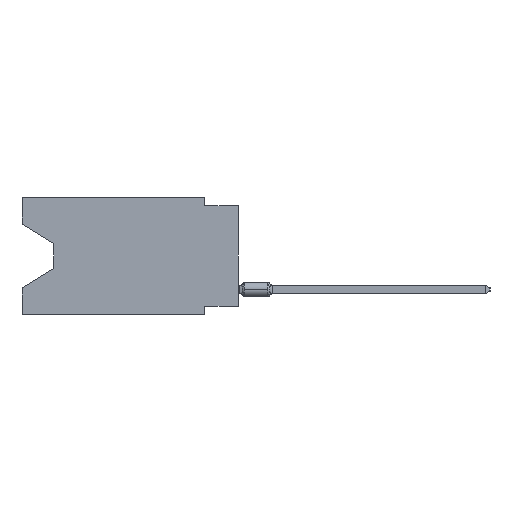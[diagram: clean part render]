
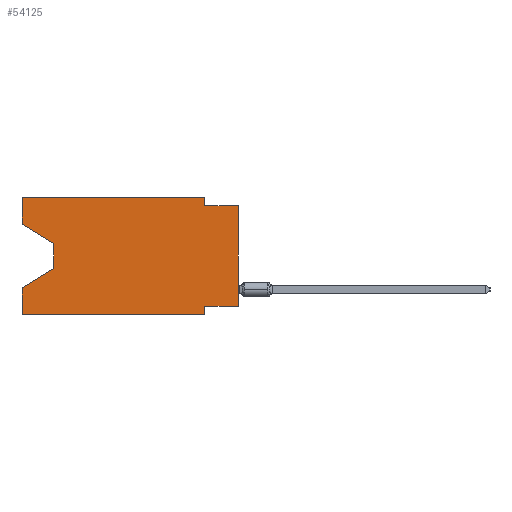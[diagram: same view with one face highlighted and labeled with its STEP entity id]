
A CAD part, left-side view. The second image highlights one B-rep face of the part: STEP entity #54125.
In plain terms, the highlighted planar face has unit normal (-1, 0, 0).
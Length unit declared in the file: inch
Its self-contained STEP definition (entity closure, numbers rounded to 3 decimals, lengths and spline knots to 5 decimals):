
#4762 = LINE ( 'NONE', #25807, #41417 ) ;
#5149 = VECTOR ( 'NONE', #24395, 39.37008 ) ;
#5564 = VERTEX_POINT ( 'NONE', #51693 ) ;
#5685 = EDGE_CURVE ( 'NONE', #40946, #5564, #42320, .T. ) ;
#5744 = ORIENTED_EDGE ( 'NONE', *, *, #42008, .T. ) ;
#6312 = CARTESIAN_POINT ( 'NONE',  ( 0., 0.645, -0.35 ) ) ;
#7715 = VERTEX_POINT ( 'NONE', #51041 ) ;
#8588 = EDGE_CURVE ( 'NONE', #52986, #24500, #49060, .T. ) ;
#9617 = VECTOR ( 'NONE', #21677, 39.37008 ) ;
#10238 = CARTESIAN_POINT ( 'NONE',  ( 0., 0.1, -0.325 ) ) ;
#10416 = VECTOR ( 'NONE', #40146, 39.37008 ) ;
#12047 = DIRECTION ( 'NONE',  ( 0., 0., 1. ) ) ;
#13663 = CARTESIAN_POINT ( 'NONE',  ( 0., 0.645, -0.08025 ) ) ;
#15210 = VERTEX_POINT ( 'NONE', #32649 ) ;
#15439 = VECTOR ( 'NONE', #12047, 39.37008 ) ;
#15682 = LINE ( 'NONE', #61458, #60352 ) ;
#16616 = LINE ( 'NONE', #58690, #56830 ) ;
#18725 = CARTESIAN_POINT ( 'NONE',  ( 0., 0., -0.325 ) ) ;
#18752 = CARTESIAN_POINT ( 'NONE',  ( 0., 0.645, -0.26975 ) ) ;
#20600 = EDGE_LOOP ( 'NONE', ( #61463, #5744, #52687, #47531, #65727, #28153, #54659, #25429, #55773, #52104, #46486, #22191 ) ) ;
#21568 = CARTESIAN_POINT ( 'NONE',  ( 0., 0.55, -0.212 ) ) ;
#21677 = DIRECTION ( 'NONE',  ( 0., -1., 0. ) ) ;
#22162 = EDGE_CURVE ( 'NONE', #7715, #51681, #60485, .T. ) ;
#22191 = ORIENTED_EDGE ( 'NONE', *, *, #54981, .F. ) ;
#22201 = VERTEX_POINT ( 'NONE', #59495 ) ;
#23397 = EDGE_CURVE ( 'NONE', #15210, #40946, #48511, .T. ) ;
#24395 = DIRECTION ( 'NONE',  ( 0., 1., 0. ) ) ;
#24500 = VERTEX_POINT ( 'NONE', #26599 ) ;
#25429 = ORIENTED_EDGE ( 'NONE', *, *, #65872, .T. ) ;
#25736 = VECTOR ( 'NONE', #64599, 39.37008 ) ;
#25807 = CARTESIAN_POINT ( 'NONE',  ( 0., 0.55, -0.212 ) ) ;
#26212 = VECTOR ( 'NONE', #32714, 39.37008 ) ;
#26299 = DIRECTION ( 'NONE',  ( 0., -1., 0. ) ) ;
#26599 = CARTESIAN_POINT ( 'NONE',  ( 0., 0.55, -0.138 ) ) ;
#26690 = LINE ( 'NONE', #6312, #9617 ) ;
#27742 = CARTESIAN_POINT ( 'NONE',  ( 0., 0., 0. ) ) ;
#27762 = VECTOR ( 'NONE', #54408, 39.37008 ) ;
#27928 = DIRECTION ( 'NONE',  ( 0., 0., -1. ) ) ;
#28153 = ORIENTED_EDGE ( 'NONE', *, *, #59316, .F. ) ;
#28755 = VECTOR ( 'NONE', #58571, 39.37008 ) ;
#32543 = EDGE_CURVE ( 'NONE', #63881, #15210, #15682, .T. ) ;
#32649 = CARTESIAN_POINT ( 'NONE',  ( 0., 0.1, 0. ) ) ;
#32714 = DIRECTION ( 'NONE',  ( 0., -0.855, -0.519 ) ) ;
#32924 = CARTESIAN_POINT ( 'NONE',  ( 0., 0.645, -0.08025 ) ) ;
#33683 = CARTESIAN_POINT ( 'NONE',  ( 0., 0.645, 0. ) ) ;
#33890 = CARTESIAN_POINT ( 'NONE',  ( 0., 0.645, -0.35 ) ) ;
#38938 = PLANE ( 'NONE',  #60816 ) ;
#40146 = DIRECTION ( 'NONE',  ( 0., 0., -1. ) ) ;
#40946 = VERTEX_POINT ( 'NONE', #62395 ) ;
#41392 = DIRECTION ( 'NONE',  ( 0., -1., 0. ) ) ;
#41417 = VECTOR ( 'NONE', #61904, 39.37008 ) ;
#42008 = EDGE_CURVE ( 'NONE', #24500, #51648, #45145, .T. ) ;
#42320 = LINE ( 'NONE', #52340, #48942 ) ;
#43177 = EDGE_CURVE ( 'NONE', #51648, #63372, #4762, .T. ) ;
#44277 = DIRECTION ( 'NONE',  ( 1., 0., 0. ) ) ;
#44623 = FACE_OUTER_BOUND ( 'NONE', #20600, .T. ) ;
#45145 = LINE ( 'NONE', #65530, #10416 ) ;
#46486 = ORIENTED_EDGE ( 'NONE', *, *, #32543, .F. ) ;
#47531 = ORIENTED_EDGE ( 'NONE', *, *, #55704, .F. ) ;
#48511 = LINE ( 'NONE', #59573, #28755 ) ;
#48942 = VECTOR ( 'NONE', #26299, 39.37008 ) ;
#49060 = LINE ( 'NONE', #13663, #26212 ) ;
#51041 = CARTESIAN_POINT ( 'NONE',  ( 0., 0., -0.325 ) ) ;
#51648 = VERTEX_POINT ( 'NONE', #21568 ) ;
#51681 = VERTEX_POINT ( 'NONE', #10238 ) ;
#51693 = CARTESIAN_POINT ( 'NONE',  ( 0., 0., -0.025 ) ) ;
#52104 = ORIENTED_EDGE ( 'NONE', *, *, #23397, .F. ) ;
#52340 = CARTESIAN_POINT ( 'NONE',  ( 0., 0., -0.025 ) ) ;
#52687 = ORIENTED_EDGE ( 'NONE', *, *, #43177, .T. ) ;
#52986 = VERTEX_POINT ( 'NONE', #32924 ) ;
#53912 = CARTESIAN_POINT ( 'NONE',  ( 0., 0.645, 0. ) ) ;
#53989 = DIRECTION ( 'NONE',  ( 0., 0., -1. ) ) ;
#54125 = ADVANCED_FACE ( 'NONE', ( #44623 ), #38938, .F. ) ;
#54408 = DIRECTION ( 'NONE',  ( 0., 0., 1. ) ) ;
#54659 = ORIENTED_EDGE ( 'NONE', *, *, #22162, .F. ) ;
#54707 = EDGE_CURVE ( 'NONE', #61060, #22201, #26690, .T. ) ;
#54981 = EDGE_CURVE ( 'NONE', #52986, #63881, #65750, .T. ) ;
#55704 = EDGE_CURVE ( 'NONE', #61060, #63372, #65258, .T. ) ;
#55773 = ORIENTED_EDGE ( 'NONE', *, *, #5685, .F. ) ;
#56830 = VECTOR ( 'NONE', #27928, 39.37008 ) ;
#58443 = CARTESIAN_POINT ( 'NONE',  ( 0., 0.645, 0. ) ) ;
#58509 = LINE ( 'NONE', #27742, #15439 ) ;
#58571 = DIRECTION ( 'NONE',  ( 0., 0., -1. ) ) ;
#58664 = CARTESIAN_POINT ( 'NONE',  ( 0., 0.645, 0. ) ) ;
#58690 = CARTESIAN_POINT ( 'NONE',  ( 0., 0.1, -0.35 ) ) ;
#59316 = EDGE_CURVE ( 'NONE', #51681, #22201, #16616, .T. ) ;
#59495 = CARTESIAN_POINT ( 'NONE',  ( 0., 0.1, -0.35 ) ) ;
#59573 = CARTESIAN_POINT ( 'NONE',  ( 0., 0.1, 0. ) ) ;
#60352 = VECTOR ( 'NONE', #41392, 39.37008 ) ;
#60485 = LINE ( 'NONE', #18725, #5149 ) ;
#60816 = AXIS2_PLACEMENT_3D ( 'NONE', #58664, #44277, #53989 ) ;
#61060 = VERTEX_POINT ( 'NONE', #33890 ) ;
#61458 = CARTESIAN_POINT ( 'NONE',  ( 0., 0.645, 0. ) ) ;
#61463 = ORIENTED_EDGE ( 'NONE', *, *, #8588, .T. ) ;
#61904 = DIRECTION ( 'NONE',  ( 0., 0.855, -0.519 ) ) ;
#62395 = CARTESIAN_POINT ( 'NONE',  ( 0., 0.1, -0.025 ) ) ;
#63372 = VERTEX_POINT ( 'NONE', #18752 ) ;
#63881 = VERTEX_POINT ( 'NONE', #58443 ) ;
#64599 = DIRECTION ( 'NONE',  ( 0., 0., 1. ) ) ;
#65258 = LINE ( 'NONE', #53912, #25736 ) ;
#65530 = CARTESIAN_POINT ( 'NONE',  ( 0., 0.55, -0.138 ) ) ;
#65727 = ORIENTED_EDGE ( 'NONE', *, *, #54707, .T. ) ;
#65750 = LINE ( 'NONE', #33683, #27762 ) ;
#65872 = EDGE_CURVE ( 'NONE', #7715, #5564, #58509, .T. ) ;
